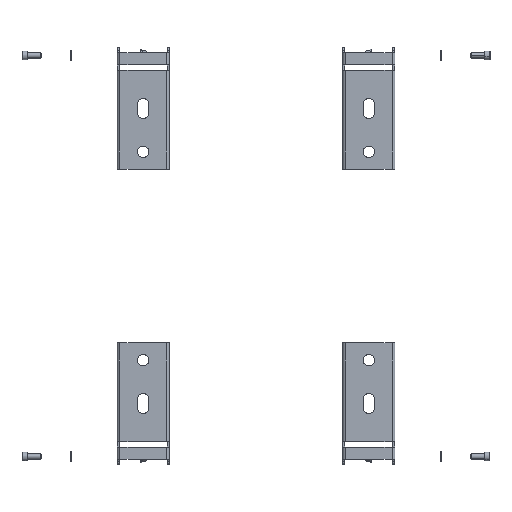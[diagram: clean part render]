
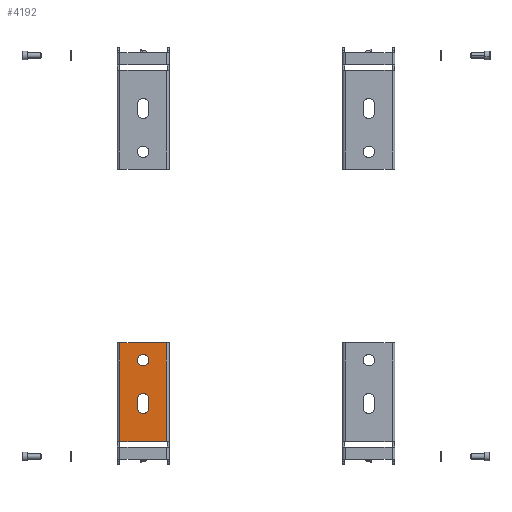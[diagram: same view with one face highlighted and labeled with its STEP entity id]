
A CAD part, front view. The second image highlights one B-rep face of the part: STEP entity #4192.
In plain terms, the highlighted face is planar.
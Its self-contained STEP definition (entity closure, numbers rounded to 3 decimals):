
#18 = VERTEX_POINT ( 'NONE', #3640 ) ;
#31 = CARTESIAN_POINT ( 'NONE',  ( 0., -50., -2.5 ) ) ;
#235 = VERTEX_POINT ( 'NONE', #6123 ) ;
#245 = CARTESIAN_POINT ( 'NONE',  ( 26.7, 44., -2.5 ) ) ;
#279 = EDGE_LOOP ( 'NONE', ( #2518, #4331, #2092, #623 ) ) ;
#308 = CARTESIAN_POINT ( 'NONE',  ( 40., 44., -2.5 ) ) ;
#318 = ORIENTED_EDGE ( 'NONE', *, *, #5820, .T. ) ;
#394 = LINE ( 'NONE', #3418, #2438 ) ;
#481 = DIRECTION ( 'NONE',  ( 1., 0., 0. ) ) ;
#595 = DIRECTION ( 'NONE',  ( 0., -1., 0. ) ) ;
#622 = LINE ( 'NONE', #5899, #4249 ) ;
#623 = ORIENTED_EDGE ( 'NONE', *, *, #6054, .T. ) ;
#745 = FACE_BOUND ( 'NONE', #5741, .T. ) ;
#788 = CARTESIAN_POINT ( 'NONE',  ( 0., -50., -2.5 ) ) ;
#809 = DIRECTION ( 'NONE',  ( 0., -1., 0. ) ) ;
#910 = CARTESIAN_POINT ( 'NONE',  ( 6.5, -5., -2.5 ) ) ;
#958 = ORIENTED_EDGE ( 'NONE', *, *, #3352, .F. ) ;
#976 = AXIS2_PLACEMENT_3D ( 'NONE', #4424, #3962, #1112 ) ;
#1112 = DIRECTION ( 'NONE',  ( 1., 0., 0. ) ) ;
#1142 = DIRECTION ( 'NONE',  ( 1., 0., 0. ) ) ;
#1205 = CIRCLE ( 'NONE', #5165, 6.5 ) ;
#1326 = ORIENTED_EDGE ( 'NONE', *, *, #2914, .F. ) ;
#1335 = VERTEX_POINT ( 'NONE', #3623 ) ;
#1358 = CARTESIAN_POINT ( 'NONE',  ( 6.5, 5., -2.5 ) ) ;
#1399 = LINE ( 'NONE', #1358, #2153 ) ;
#1597 = LINE ( 'NONE', #4066, #4128 ) ;
#1615 = EDGE_CURVE ( 'NONE', #18, #235, #1205, .T. ) ;
#1682 = PLANE ( 'NONE',  #2471 ) ;
#1779 = AXIS2_PLACEMENT_3D ( 'NONE', #788, #3643, #3146 ) ;
#1943 = EDGE_CURVE ( 'NONE', #6150, #3691, #3423, .T. ) ;
#1950 = CARTESIAN_POINT ( 'NONE',  ( 6.5, 5., -2.5 ) ) ;
#1976 = EDGE_CURVE ( 'NONE', #2096, #5424, #622, .T. ) ;
#2092 = ORIENTED_EDGE ( 'NONE', *, *, #5893, .T. ) ;
#2096 = VERTEX_POINT ( 'NONE', #6125 ) ;
#2153 = VECTOR ( 'NONE', #3538, 1000. ) ;
#2338 = CIRCLE ( 'NONE', #1779, 6.5 ) ;
#2438 = VECTOR ( 'NONE', #595, 1000. ) ;
#2471 = AXIS2_PLACEMENT_3D ( 'NONE', #3659, #3220, #5047 ) ;
#2518 = ORIENTED_EDGE ( 'NONE', *, *, #3604, .T. ) ;
#2597 = EDGE_LOOP ( 'NONE', ( #1326, #4036, #958, #4746 ) ) ;
#2801 = VERTEX_POINT ( 'NONE', #245 ) ;
#2914 = EDGE_CURVE ( 'NONE', #2801, #5424, #4766, .T. ) ;
#3146 = DIRECTION ( 'NONE',  ( 1., 0., 0. ) ) ;
#3220 = DIRECTION ( 'NONE',  ( 0., 0., 1. ) ) ;
#3352 = EDGE_CURVE ( 'NONE', #2096, #4244, #6100, .T. ) ;
#3418 = CARTESIAN_POINT ( 'NONE',  ( 26.7, 70., -2.5 ) ) ;
#3423 = CIRCLE ( 'NONE', #976, 6.5 ) ;
#3538 = DIRECTION ( 'NONE',  ( 0., 1., 0. ) ) ;
#3604 = EDGE_CURVE ( 'NONE', #5968, #6150, #1399, .T. ) ;
#3609 = DIRECTION ( 'NONE',  ( -1., 0., 0. ) ) ;
#3623 = CARTESIAN_POINT ( 'NONE',  ( -6.5, -5., -2.5 ) ) ;
#3640 = CARTESIAN_POINT ( 'NONE',  ( 6.5, -50., -2.5 ) ) ;
#3643 = DIRECTION ( 'NONE',  ( 0., 0., 1. ) ) ;
#3659 = CARTESIAN_POINT ( 'NONE',  ( 0., 0., -2.5 ) ) ;
#3691 = VERTEX_POINT ( 'NONE', #5211 ) ;
#3704 = FACE_OUTER_BOUND ( 'NONE', #2597, .T. ) ;
#3962 = DIRECTION ( 'NONE',  ( 0., 0., 1. ) ) ;
#3985 = CARTESIAN_POINT ( 'NONE',  ( -27.5, -70., -2.5 ) ) ;
#4036 = ORIENTED_EDGE ( 'NONE', *, *, #5461, .T. ) ;
#4066 = CARTESIAN_POINT ( 'NONE',  ( -6.5, 5., -2.5 ) ) ;
#4128 = VECTOR ( 'NONE', #809, 1000. ) ;
#4140 = CARTESIAN_POINT ( 'NONE',  ( 26.7, -70., -2.5 ) ) ;
#4192 = ADVANCED_FACE ( 'NONE', ( #745, #5128, #3704 ), #1682, .F. ) ;
#4244 = VERTEX_POINT ( 'NONE', #4140 ) ;
#4249 = VECTOR ( 'NONE', #4494, 1000. ) ;
#4331 = ORIENTED_EDGE ( 'NONE', *, *, #1943, .T. ) ;
#4332 = CARTESIAN_POINT ( 'NONE',  ( -26.7, 44., -2.5 ) ) ;
#4364 = CIRCLE ( 'NONE', #4585, 6.5 ) ;
#4424 = CARTESIAN_POINT ( 'NONE',  ( 0., 5., -2.5 ) ) ;
#4494 = DIRECTION ( 'NONE',  ( 0., 1., 0. ) ) ;
#4558 = VECTOR ( 'NONE', #3609, 1000. ) ;
#4585 = AXIS2_PLACEMENT_3D ( 'NONE', #5113, #6068, #5154 ) ;
#4746 = ORIENTED_EDGE ( 'NONE', *, *, #1976, .T. ) ;
#4766 = LINE ( 'NONE', #308, #4558 ) ;
#4994 = VECTOR ( 'NONE', #1142, 1000. ) ;
#5047 = DIRECTION ( 'NONE',  ( 1., 0., 0. ) ) ;
#5113 = CARTESIAN_POINT ( 'NONE',  ( 0., -5., -2.5 ) ) ;
#5128 = FACE_BOUND ( 'NONE', #279, .T. ) ;
#5154 = DIRECTION ( 'NONE',  ( 1., 0., 0. ) ) ;
#5165 = AXIS2_PLACEMENT_3D ( 'NONE', #31, #5667, #481 ) ;
#5211 = CARTESIAN_POINT ( 'NONE',  ( -6.5, 5., -2.5 ) ) ;
#5424 = VERTEX_POINT ( 'NONE', #4332 ) ;
#5461 = EDGE_CURVE ( 'NONE', #2801, #4244, #394, .T. ) ;
#5667 = DIRECTION ( 'NONE',  ( 0., 0., 1. ) ) ;
#5741 = EDGE_LOOP ( 'NONE', ( #6076, #318 ) ) ;
#5820 = EDGE_CURVE ( 'NONE', #235, #18, #2338, .T. ) ;
#5893 = EDGE_CURVE ( 'NONE', #3691, #1335, #1597, .T. ) ;
#5899 = CARTESIAN_POINT ( 'NONE',  ( -26.7, -70., -2.5 ) ) ;
#5968 = VERTEX_POINT ( 'NONE', #910 ) ;
#6054 = EDGE_CURVE ( 'NONE', #1335, #5968, #4364, .T. ) ;
#6068 = DIRECTION ( 'NONE',  ( 0., 0., 1. ) ) ;
#6076 = ORIENTED_EDGE ( 'NONE', *, *, #1615, .T. ) ;
#6100 = LINE ( 'NONE', #3985, #4994 ) ;
#6123 = CARTESIAN_POINT ( 'NONE',  ( -6.5, -50., -2.5 ) ) ;
#6125 = CARTESIAN_POINT ( 'NONE',  ( -26.7, -70., -2.5 ) ) ;
#6150 = VERTEX_POINT ( 'NONE', #1950 ) ;
